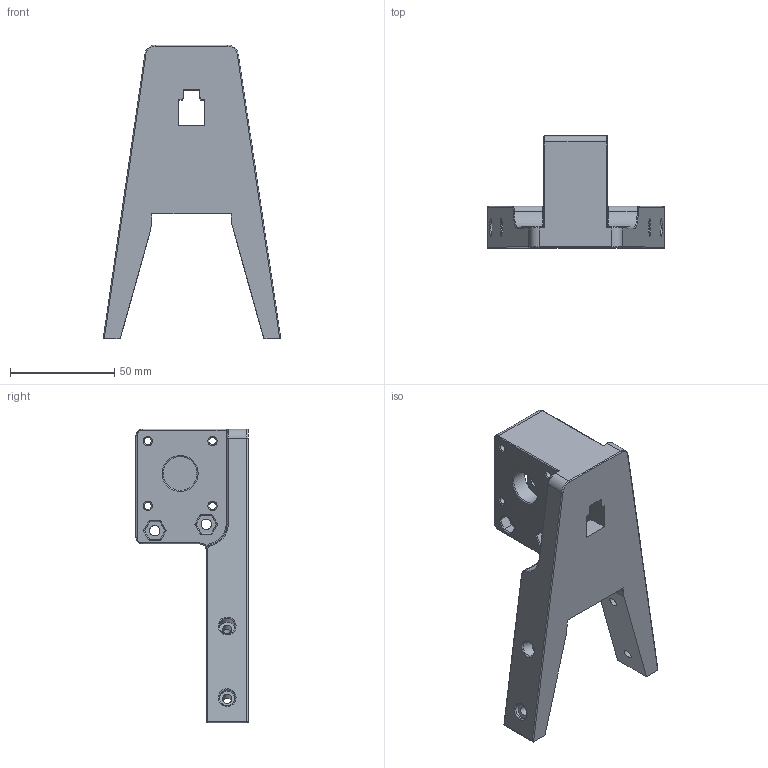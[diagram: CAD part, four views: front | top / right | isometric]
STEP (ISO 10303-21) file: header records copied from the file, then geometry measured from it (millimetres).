
FILE_DESCRIPTION(/* description */ (''),/* implementation_level */ '2;1');
FILE_NAME(/* name */ '13_rear_AltAz_mount.step',/* time_stamp */ '2022-06-30T13:06:45-04:00',/* author */ (''),/* organization */ (''),/* preprocessor_version */ 'ST-DEVELOPER v19',/* originating_system */ 'Autodesk Translation Framework v11.7.0.108',/* authorisation */ '');
FILE_SCHEMA (('AUTOMOTIVE_DESIGN { 1 0 10303 214 3 1 1 }'));
Length unit declared in the file: millimetre
Products named in the file (1): 13_rear_AltAz_mount.STL
Bounding box: 84.86 x 53.65 x 140.66 mm (x, y, z)
Volume: 125504.6 mm3; surface area: 34367.8 mm2
Topology: 1 solids, 1 shells, 245 faces, 576 edges, 341 vertices
Faces by surface type: cylinder 107, plane 69, torus 41, bspline 24, sphere 4
Full cylindrical faces by diameter (mm): 3.5 x4, 4.5 x4, 5 x4, 6 x6, 7.5 x4, 16.25 x2
Entity records: 7763 total; most frequent: CARTESIAN_POINT 2004, DIRECTION 1262, ORIENTED_EDGE 1140, EDGE_CURVE 570, AXIS2_PLACEMENT_3D 502, VERTEX_POINT 341, EDGE_LOOP 291, LINE 258
